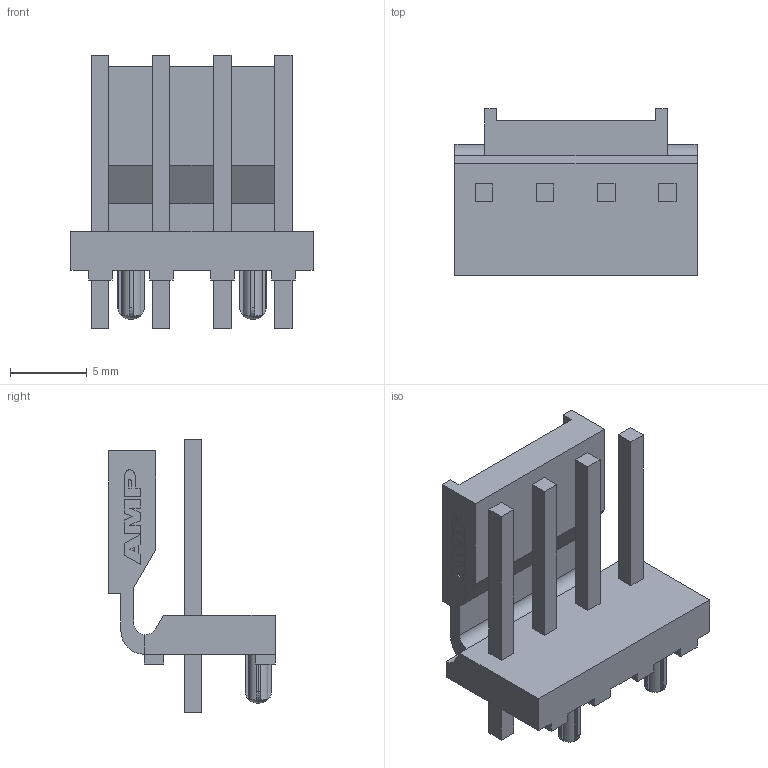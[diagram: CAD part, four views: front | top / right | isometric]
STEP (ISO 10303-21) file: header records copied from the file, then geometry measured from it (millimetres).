
FILE_DESCRIPTION(('STEP AP214'),'1');
FILE_NAME('3-644615-4.stp','2016-10-22T10:16:10',('TraceParts'),('TraceParts S.A.'),'Spatial InterOp 3D',' ',' ');
FILE_SCHEMA(('automotive_design'));
Length unit declared in the file: millimetre
Products named in the file (1): C-3-644615-4
Bounding box: 15.72 x 10.79 x 17.78 mm (x, y, z)
Volume: 697.5 mm3; surface area: 1125.6 mm2
Topology: 1 solids, 1 shells, 188 faces, 500 edges, 330 vertices
Faces by surface type: plane 158, cylinder 24, bspline 4, extrusion 2
Entity records: 5975 total; most frequent: CARTESIAN_POINT 1273, ORIENTED_EDGE 1000, DIRECTION 906, EDGE_CURVE 500, VECTOR 424, LINE 422, VERTEX_POINT 330, AXIS2_PLACEMENT_3D 241
